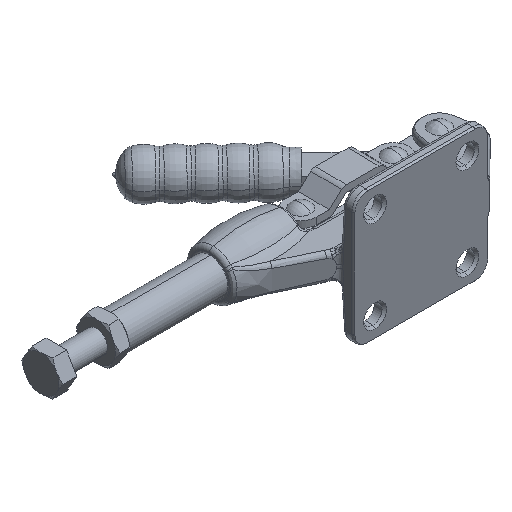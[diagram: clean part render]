
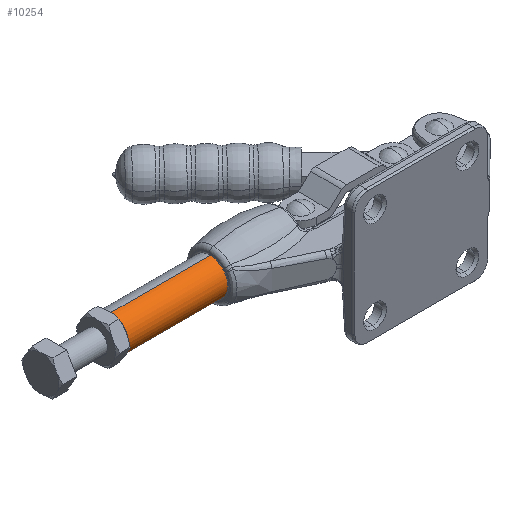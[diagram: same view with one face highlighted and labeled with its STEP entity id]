
A CAD part, isometric view. The second image highlights one B-rep face of the part: STEP entity #10254.
In plain terms, the highlighted cylindrical face has radius 7.94 mm (diameter 15.88 mm), a partial arc.
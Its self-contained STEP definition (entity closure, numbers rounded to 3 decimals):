
#489 = EDGE_CURVE ( 'NONE', #1195, #10250, #9309, .T. ) ;
#590 = DIRECTION ( 'NONE',  ( 1., 0., 0. ) ) ;
#1195 = VERTEX_POINT ( 'NONE', #5800 ) ;
#1977 = ORIENTED_EDGE ( 'NONE', *, *, #12665, .F. ) ;
#2319 = CARTESIAN_POINT ( 'NONE',  ( -67.539, 24.449, 3. ) ) ;
#2344 = CARTESIAN_POINT ( 'NONE',  ( -158.239, 31.8, -7.94 ) ) ;
#2421 = ORIENTED_EDGE ( 'NONE', *, *, #10892, .T. ) ;
#2520 = DIRECTION ( 'NONE',  ( 1., 0., 0. ) ) ;
#2838 = CIRCLE ( 'NONE', #13979, 7.94 ) ;
#2859 = CARTESIAN_POINT ( 'NONE',  ( -158.239, 31.8, 0. ) ) ;
#3083 = EDGE_CURVE ( 'NONE', #10736, #3223, #12929, .T. ) ;
#3084 = DIRECTION ( 'NONE',  ( 1., 0., 0. ) ) ;
#3221 = CARTESIAN_POINT ( 'NONE',  ( -158.239, 24.449, 3. ) ) ;
#3223 = VERTEX_POINT ( 'NONE', #10154 ) ;
#3282 = DIRECTION ( 'NONE',  ( 1., 0., 0. ) ) ;
#3310 = VERTEX_POINT ( 'NONE', #8163 ) ;
#3337 = CYLINDRICAL_SURFACE ( 'NONE', #14507, 7.94 ) ;
#3850 = AXIS2_PLACEMENT_3D ( 'NONE', #10013, #3282, #11164 ) ;
#4123 = DIRECTION ( 'NONE',  ( 1., 0., 0. ) ) ;
#5294 = VECTOR ( 'NONE', #3084, 1000. ) ;
#5441 = VECTOR ( 'NONE', #8891, 1000. ) ;
#5740 = EDGE_CURVE ( 'NONE', #10736, #9019, #2838, .T. ) ;
#5800 = CARTESIAN_POINT ( 'NONE',  ( -82.039, 31.8, 7.94 ) ) ;
#6116 = CARTESIAN_POINT ( 'NONE',  ( -67.539, 31.8, 0. ) ) ;
#6544 = EDGE_CURVE ( 'NONE', #3310, #1195, #11266, .T. ) ;
#7071 = FACE_OUTER_BOUND ( 'NONE', #7110, .T. ) ;
#7110 = EDGE_LOOP ( 'NONE', ( #13909, #12467, #2421, #13764, #11619, #7188, #1977, #9349 ) ) ;
#7188 = ORIENTED_EDGE ( 'NONE', *, *, #5740, .T. ) ;
#7231 = DIRECTION ( 'NONE',  ( 0., 0., -1. ) ) ;
#7417 = VERTEX_POINT ( 'NONE', #12458 ) ;
#7510 = EDGE_CURVE ( 'NONE', #3310, #12939, #12393, .T. ) ;
#7725 = CARTESIAN_POINT ( 'NONE',  ( -67.539, 24.449, -3. ) ) ;
#8163 = CARTESIAN_POINT ( 'NONE',  ( -157.739, 31.8, 7.94 ) ) ;
#8668 = CARTESIAN_POINT ( 'NONE',  ( -158.239, 24.449, -3. ) ) ;
#8891 = DIRECTION ( 'NONE',  ( 1., 0., 0. ) ) ;
#9019 = VERTEX_POINT ( 'NONE', #2319 ) ;
#9099 = DIRECTION ( 'NONE',  ( 1., 0., 0. ) ) ;
#9263 = CARTESIAN_POINT ( 'NONE',  ( -157.739, 31.8, 0. ) ) ;
#9309 = CIRCLE ( 'NONE', #12627, 7.94 ) ;
#9349 = ORIENTED_EDGE ( 'NONE', *, *, #489, .F. ) ;
#9776 = DIRECTION ( 'NONE',  ( -1., 0., 0. ) ) ;
#9818 = CARTESIAN_POINT ( 'NONE',  ( -158.239, 31.8, 7.94 ) ) ;
#9927 = VECTOR ( 'NONE', #9776, 1000. ) ;
#10013 = CARTESIAN_POINT ( 'NONE',  ( -82.039, 31.8, 0. ) ) ;
#10154 = CARTESIAN_POINT ( 'NONE',  ( -82.039, 24.449, -3. ) ) ;
#10174 = CARTESIAN_POINT ( 'NONE',  ( -157.739, 31.8, -7.94 ) ) ;
#10250 = VERTEX_POINT ( 'NONE', #11810 ) ;
#10254 = ADVANCED_FACE ( 'NONE', ( #7071 ), #3337, .T. ) ;
#10379 = DIRECTION ( 'NONE',  ( 0., 0., -1. ) ) ;
#10728 = DIRECTION ( 'NONE',  ( 0., 0., -1. ) ) ;
#10736 = VERTEX_POINT ( 'NONE', #7725 ) ;
#10752 = AXIS2_PLACEMENT_3D ( 'NONE', #9263, #2520, #10379 ) ;
#10864 = CARTESIAN_POINT ( 'NONE',  ( -82.039, 31.8, 0. ) ) ;
#10892 = EDGE_CURVE ( 'NONE', #12939, #7417, #11951, .T. ) ;
#11164 = DIRECTION ( 'NONE',  ( 0., 0., 1. ) ) ;
#11266 = LINE ( 'NONE', #9818, #5294 ) ;
#11606 = VECTOR ( 'NONE', #9099, 1000. ) ;
#11619 = ORIENTED_EDGE ( 'NONE', *, *, #3083, .F. ) ;
#11723 = CIRCLE ( 'NONE', #3850, 7.94 ) ;
#11810 = CARTESIAN_POINT ( 'NONE',  ( -82.039, 24.449, 3. ) ) ;
#11951 = LINE ( 'NONE', #2344, #11606 ) ;
#11991 = DIRECTION ( 'NONE',  ( 0., 0., 1. ) ) ;
#12393 = CIRCLE ( 'NONE', #10752, 7.94 ) ;
#12458 = CARTESIAN_POINT ( 'NONE',  ( -82.039, 31.8, -7.94 ) ) ;
#12467 = ORIENTED_EDGE ( 'NONE', *, *, #7510, .T. ) ;
#12627 = AXIS2_PLACEMENT_3D ( 'NONE', #10864, #4123, #11991 ) ;
#12665 = EDGE_CURVE ( 'NONE', #10250, #9019, #14440, .T. ) ;
#12929 = LINE ( 'NONE', #8668, #9927 ) ;
#12939 = VERTEX_POINT ( 'NONE', #10174 ) ;
#13764 = ORIENTED_EDGE ( 'NONE', *, *, #14523, .F. ) ;
#13909 = ORIENTED_EDGE ( 'NONE', *, *, #6544, .F. ) ;
#13977 = DIRECTION ( 'NONE',  ( -1., 0., 0. ) ) ;
#13979 = AXIS2_PLACEMENT_3D ( 'NONE', #6116, #13977, #7231 ) ;
#14440 = LINE ( 'NONE', #3221, #5441 ) ;
#14507 = AXIS2_PLACEMENT_3D ( 'NONE', #2859, #590, #10728 ) ;
#14523 = EDGE_CURVE ( 'NONE', #3223, #7417, #11723, .T. ) ;
